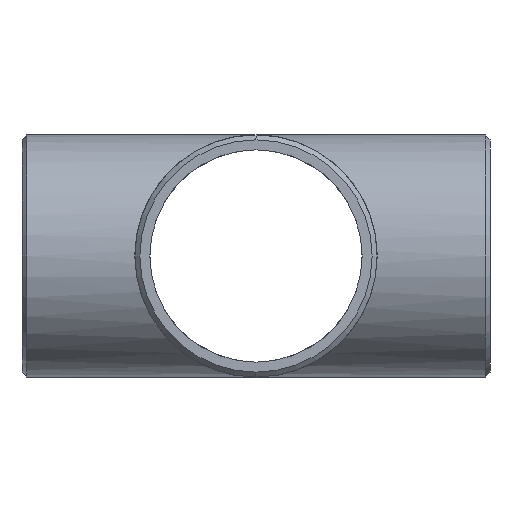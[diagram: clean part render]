
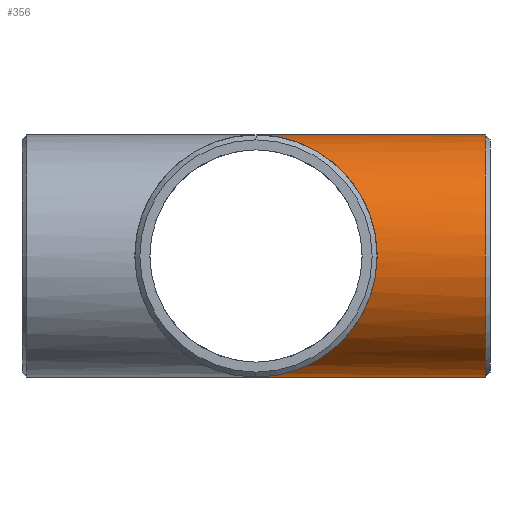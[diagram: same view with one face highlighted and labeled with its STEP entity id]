
A CAD part, left-side view. The second image highlights one B-rep face of the part: STEP entity #356.
In plain terms, the highlighted cylindrical face has radius 44.5 mm (diameter 89 mm), a partial arc.
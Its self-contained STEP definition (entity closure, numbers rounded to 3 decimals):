
#8 = VERTEX_POINT ( 'NONE', #783 ) ;
#16 = DIRECTION ( 'NONE',  ( 0., 1., 0. ) ) ;
#23 = AXIS2_PLACEMENT_3D ( 'NONE', #78, #16, #245 ) ;
#46 =( BOUNDED_CURVE ( )  B_SPLINE_CURVE ( 3, ( #527, #279, #211, #646 ),
 .UNSPECIFIED., .F., .T. ) 
 B_SPLINE_CURVE_WITH_KNOTS ( ( 4, 4 ),
 ( 4.712, 7.854 ),
 .UNSPECIFIED. ) 
 CURVE ( )  GEOMETRIC_REPRESENTATION_ITEM ( )  RATIONAL_B_SPLINE_CURVE ( ( 1., 0.333, 0.333, 1. ) ) 
 REPRESENTATION_ITEM ( '' )  );
#56 = CARTESIAN_POINT ( 'NONE',  ( 0., 0., -44.5 ) ) ;
#78 = CARTESIAN_POINT ( 'NONE',  ( 0., -84.17, 0. ) ) ;
#107 = DIRECTION ( 'NONE',  ( 0., 1., 0. ) ) ;
#108 = CARTESIAN_POINT ( 'NONE',  ( 0., -86., -44.5 ) ) ;
#134 = CARTESIAN_POINT ( 'NONE',  ( 0., 0., 44.5 ) ) ;
#182 = FACE_OUTER_BOUND ( 'NONE', #449, .T. ) ;
#211 = CARTESIAN_POINT ( 'NONE',  ( -89., -89., 44.5 ) ) ;
#232 = VERTEX_POINT ( 'NONE', #134 ) ;
#245 = DIRECTION ( 'NONE',  ( 0., 0., -1. ) ) ;
#277 = AXIS2_PLACEMENT_3D ( 'NONE', #421, #107, #671 ) ;
#279 = CARTESIAN_POINT ( 'NONE',  ( -89., -89., -44.5 ) ) ;
#283 = VERTEX_POINT ( 'NONE', #56 ) ;
#302 = VECTOR ( 'NONE', #513, 1000. ) ;
#329 = ORIENTED_EDGE ( 'NONE', *, *, #593, .F. ) ;
#356 = ADVANCED_FACE ( 'NONE', ( #182 ), #561, .T. ) ;
#386 = ORIENTED_EDGE ( 'NONE', *, *, #512, .T. ) ;
#404 = EDGE_CURVE ( 'NONE', #8, #613, #432, .T. ) ;
#421 = CARTESIAN_POINT ( 'NONE',  ( 0., -86., 0. ) ) ;
#432 = CIRCLE ( 'NONE', #23, 44.5 ) ;
#449 = EDGE_LOOP ( 'NONE', ( #606, #386, #329, #594 ) ) ;
#512 = EDGE_CURVE ( 'NONE', #613, #232, #630, .T. ) ;
#513 = DIRECTION ( 'NONE',  ( 0., 1., 0. ) ) ;
#518 = VECTOR ( 'NONE', #661, 1000. ) ;
#527 = CARTESIAN_POINT ( 'NONE',  ( 0., 0., -44.5 ) ) ;
#532 = CARTESIAN_POINT ( 'NONE',  ( 0., -84.17, 44.5 ) ) ;
#561 = CYLINDRICAL_SURFACE ( 'NONE', #277, 44.5 ) ;
#577 = CARTESIAN_POINT ( 'NONE',  ( 0., -86., 44.5 ) ) ;
#593 = EDGE_CURVE ( 'NONE', #283, #232, #46, .T. ) ;
#594 = ORIENTED_EDGE ( 'NONE', *, *, #798, .F. ) ;
#606 = ORIENTED_EDGE ( 'NONE', *, *, #404, .T. ) ;
#613 = VERTEX_POINT ( 'NONE', #532 ) ;
#630 = LINE ( 'NONE', #577, #302 ) ;
#646 = CARTESIAN_POINT ( 'NONE',  ( 0., 0., 44.5 ) ) ;
#661 = DIRECTION ( 'NONE',  ( 0., 1., 0. ) ) ;
#671 = DIRECTION ( 'NONE',  ( 0., 0., -1. ) ) ;
#724 = LINE ( 'NONE', #108, #518 ) ;
#783 = CARTESIAN_POINT ( 'NONE',  ( 0., -84.17, -44.5 ) ) ;
#798 = EDGE_CURVE ( 'NONE', #8, #283, #724, .T. ) ;
